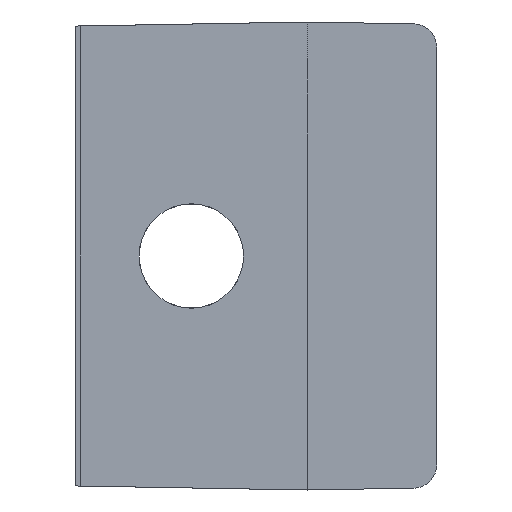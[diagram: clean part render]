
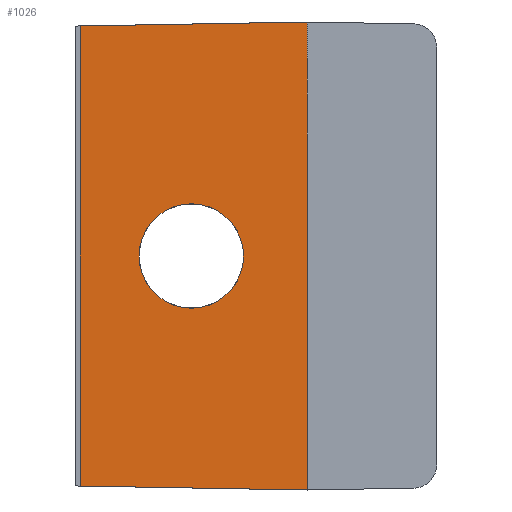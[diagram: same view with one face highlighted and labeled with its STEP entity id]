
A CAD part, left-side view. The second image highlights one B-rep face of the part: STEP entity #1026.
In plain terms, the highlighted planar face has unit normal (-1, 0, 0).
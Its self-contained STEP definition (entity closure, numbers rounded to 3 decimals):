
#29=FACE_BOUND($,#277,.T.);
#41=LINE($,#2256,#106);
#42=LINE($,#2258,#107);
#43=LINE($,#2260,#108);
#44=LINE($,#2261,#109);
#106=VECTOR($,#1234,4.901);
#107=VECTOR($,#1235,9.929);
#108=VECTOR($,#1236,4.901);
#109=VECTOR($,#1237,10.1);
#166=PLANE($,#1103);
#218=FACE_OUTER_BOUND($,#276,.T.);
#276=EDGE_LOOP($,(#674,#675,#676,#677));
#277=EDGE_LOOP($,(#678));
#375=CIRCLE($,#1104,1.127);
#426=VERTEX_POINT($,#2254);
#427=VERTEX_POINT($,#2255);
#428=VERTEX_POINT($,#2257);
#429=VERTEX_POINT($,#2259);
#430=VERTEX_POINT($,#2262);
#523=EDGE_CURVE($,#426,#427,#41,.T.);
#524=EDGE_CURVE($,#427,#428,#42,.T.);
#525=EDGE_CURVE($,#429,#428,#43,.T.);
#526=EDGE_CURVE($,#429,#426,#44,.T.);
#527=EDGE_CURVE($,#430,#430,#375,.T.);
#674=ORIENTED_EDGE($,*,*,#523,.T.);
#675=ORIENTED_EDGE($,*,*,#524,.T.);
#676=ORIENTED_EDGE($,*,*,#525,.F.);
#677=ORIENTED_EDGE($,*,*,#526,.T.);
#678=ORIENTED_EDGE($,*,*,#527,.T.);
#1026=ADVANCED_FACE($,(#218,#29),#166,.T.);
#1103=AXIS2_PLACEMENT_3D($,#2253,#1232,#1233);
#1104=AXIS2_PLACEMENT_3D($,#2263,#1238,#1239);
#1232=DIRECTION('center_axis',(-1.,0.,0.));
#1233=DIRECTION('ref_axis',(0.,0.,1.));
#1234=DIRECTION($,(0.,1.,-0.017));
#1235=DIRECTION($,(0.,0.,-1.));
#1236=DIRECTION($,(0.,1.,0.017));
#1237=DIRECTION($,(0.,0.,1.));
#1238=DIRECTION('center_axis',(1.,0.,0.));
#1239=DIRECTION('ref_axis',(0.,-1.,0.));
#2253=CARTESIAN_POINT('Origin',(42.2,179.46,78.6));
#2254=CARTESIAN_POINT('',(42.2,175.1,83.65));
#2255=CARTESIAN_POINT('',(42.2,180.,83.564));
#2256=CARTESIAN_POINT($,(42.2,175.1,83.65));
#2257=CARTESIAN_POINT('',(42.2,180.,73.636));
#2258=CARTESIAN_POINT($,(42.2,180.,83.564));
#2259=CARTESIAN_POINT('',(42.2,175.1,73.55));
#2260=CARTESIAN_POINT($,(42.2,175.1,73.55));
#2261=CARTESIAN_POINT($,(42.2,175.1,73.55));
#2262=CARTESIAN_POINT('',(42.2,176.473,78.6));
#2263=CARTESIAN_POINT('Origin',(42.2,177.6,78.6));
